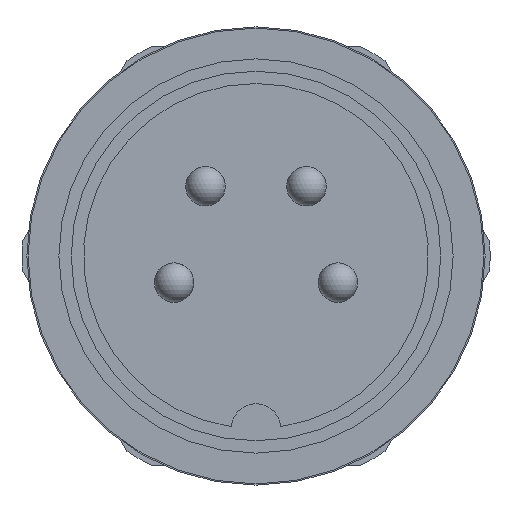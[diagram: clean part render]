
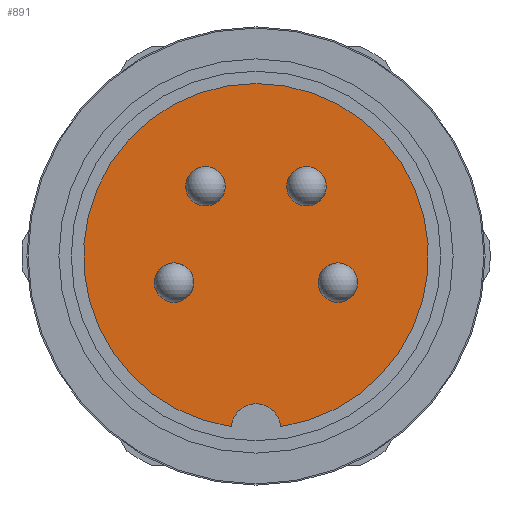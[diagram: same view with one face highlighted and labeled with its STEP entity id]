
A CAD part, front view. The second image highlights one B-rep face of the part: STEP entity #891.
In plain terms, the highlighted planar face has unit normal (0, -1, 0).
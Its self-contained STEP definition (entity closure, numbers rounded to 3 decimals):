
#597=CARTESIAN_POINT('',(2.85,-22.0,2.83));
#598=VERTEX_POINT('',#597);
#607=CARTESIAN_POINT('',(1.25,-22.0,2.83));
#608=VERTEX_POINT('',#607);
#609=CARTESIAN_POINT('',(2.05,-22.0,2.83));
#610=DIRECTION('',(0.0,1.0,0.0));
#611=DIRECTION('',(1.0,0.0,0.0));
#612=AXIS2_PLACEMENT_3D('',#609,#610,#611);
#613=CIRCLE('',#612,0.8);
#614=EDGE_CURVE('',#608,#598,#613,.T.);
#639=CARTESIAN_POINT('',(-1.25,-22.0,2.83));
#640=VERTEX_POINT('',#639);
#649=CARTESIAN_POINT('',(-2.85,-22.0,2.83));
#650=VERTEX_POINT('',#649);
#651=CARTESIAN_POINT('',(-2.05,-22.0,2.83));
#652=DIRECTION('',(0.0,1.0,0.0));
#653=DIRECTION('',(1.0,0.0,0.0));
#654=AXIS2_PLACEMENT_3D('',#651,#652,#653);
#655=CIRCLE('',#654,0.8);
#656=EDGE_CURVE('',#650,#640,#655,.T.);
#681=CARTESIAN_POINT('',(-2.525,-22.0,-1.08));
#682=VERTEX_POINT('',#681);
#691=CARTESIAN_POINT('',(-4.125,-22.0,-1.08));
#692=VERTEX_POINT('',#691);
#693=CARTESIAN_POINT('',(-3.325,-22.0,-1.08));
#694=DIRECTION('',(0.0,1.0,0.0));
#695=DIRECTION('',(1.0,0.0,0.0));
#696=AXIS2_PLACEMENT_3D('',#693,#694,#695);
#697=CIRCLE('',#696,0.8);
#698=EDGE_CURVE('',#692,#682,#697,.T.);
#723=CARTESIAN_POINT('',(4.125,-22.0,-1.08));
#724=VERTEX_POINT('',#723);
#733=CARTESIAN_POINT('',(2.525,-22.0,-1.08));
#734=VERTEX_POINT('',#733);
#735=CARTESIAN_POINT('',(3.325,-22.0,-1.08));
#736=DIRECTION('',(0.0,1.0,0.0));
#737=DIRECTION('',(1.0,0.0,0.0));
#738=AXIS2_PLACEMENT_3D('',#735,#736,#737);
#739=CIRCLE('',#738,0.8);
#740=EDGE_CURVE('',#734,#724,#739,.T.);
#767=CARTESIAN_POINT('',(0.,-22.0,7.));
#768=VERTEX_POINT('',#767);
#784=CARTESIAN_POINT('',(-0.997,-22.0,-6.929));
#785=VERTEX_POINT('',#784);
#792=CARTESIAN_POINT('',(0.0,-22.0,0.0));
#793=DIRECTION('',(0.0,1.0,0.0));
#794=DIRECTION('',(0.0,0.0,1.0));
#795=AXIS2_PLACEMENT_3D('',#792,#793,#794);
#796=CIRCLE('',#795,7.);
#797=EDGE_CURVE('',#785,#768,#796,.T.);
#816=CARTESIAN_POINT('',(0.997,-22.0,-6.929));
#817=VERTEX_POINT('',#816);
#824=CARTESIAN_POINT('',(0.0,-22.0,-7.));
#825=DIRECTION('',(0.0,1.0,0.0));
#826=DIRECTION('',(-0.997,0.0,0.071));
#827=AXIS2_PLACEMENT_3D('',#824,#825,#826);
#828=CIRCLE('',#827,1.0);
#829=EDGE_CURVE('',#785,#817,#828,.T.);
#835=CARTESIAN_POINT('',(0.0,-22.0,3.5));
#836=DIRECTION('',(0.0,-1.0,0.0));
#837=DIRECTION('',(0.0,0.0,-1.0));
#838=AXIS2_PLACEMENT_3D('',#835,#836,#837);
#839=PLANE('',#838);
#840=ORIENTED_EDGE('',*,*,#829,.T.);
#841=CARTESIAN_POINT('',(0.0,-22.0,0.0));
#842=DIRECTION('',(0.0,1.0,0.0));
#843=DIRECTION('',(0.0,0.0,1.0));
#844=AXIS2_PLACEMENT_3D('',#841,#842,#843);
#845=CIRCLE('',#844,7.);
#846=EDGE_CURVE('',#768,#817,#845,.T.);
#847=ORIENTED_EDGE('',*,*,#846,.F.);
#848=ORIENTED_EDGE('',*,*,#797,.F.);
#849=EDGE_LOOP('',(#840,#847,#848));
#850=FACE_OUTER_BOUND('',#849,.T.);
#851=ORIENTED_EDGE('',*,*,#614,.T.);
#852=CARTESIAN_POINT('',(2.05,-22.0,2.83));
#853=DIRECTION('',(0.0,1.0,0.0));
#854=DIRECTION('',(1.0,0.0,0.0));
#855=AXIS2_PLACEMENT_3D('',#852,#853,#854);
#856=CIRCLE('',#855,0.8);
#857=EDGE_CURVE('',#598,#608,#856,.T.);
#858=ORIENTED_EDGE('',*,*,#857,.T.);
#859=EDGE_LOOP('',(#851,#858));
#860=FACE_BOUND('',#859,.T.);
#861=ORIENTED_EDGE('',*,*,#740,.T.);
#862=CARTESIAN_POINT('',(3.325,-22.0,-1.08));
#863=DIRECTION('',(0.0,1.0,0.0));
#864=DIRECTION('',(1.0,0.0,0.0));
#865=AXIS2_PLACEMENT_3D('',#862,#863,#864);
#866=CIRCLE('',#865,0.8);
#867=EDGE_CURVE('',#724,#734,#866,.T.);
#868=ORIENTED_EDGE('',*,*,#867,.T.);
#869=EDGE_LOOP('',(#861,#868));
#870=FACE_BOUND('',#869,.T.);
#871=ORIENTED_EDGE('',*,*,#698,.T.);
#872=CARTESIAN_POINT('',(-3.325,-22.0,-1.08));
#873=DIRECTION('',(0.0,1.0,0.0));
#874=DIRECTION('',(1.0,0.0,0.0));
#875=AXIS2_PLACEMENT_3D('',#872,#873,#874);
#876=CIRCLE('',#875,0.8);
#877=EDGE_CURVE('',#682,#692,#876,.T.);
#878=ORIENTED_EDGE('',*,*,#877,.T.);
#879=EDGE_LOOP('',(#871,#878));
#880=FACE_BOUND('',#879,.T.);
#881=ORIENTED_EDGE('',*,*,#656,.T.);
#882=CARTESIAN_POINT('',(-2.05,-22.0,2.83));
#883=DIRECTION('',(0.0,1.0,0.0));
#884=DIRECTION('',(1.0,0.0,0.0));
#885=AXIS2_PLACEMENT_3D('',#882,#883,#884);
#886=CIRCLE('',#885,0.8);
#887=EDGE_CURVE('',#640,#650,#886,.T.);
#888=ORIENTED_EDGE('',*,*,#887,.T.);
#889=EDGE_LOOP('',(#881,#888));
#890=FACE_BOUND('',#889,.T.);
#891=ADVANCED_FACE('',(#850,#860,#870,#880,#890),#839,.T.);
